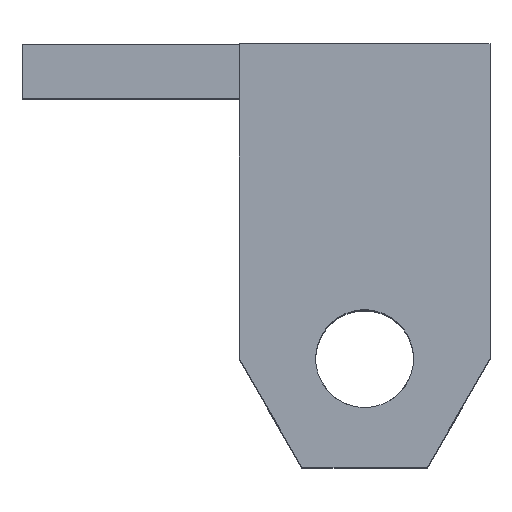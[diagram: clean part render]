
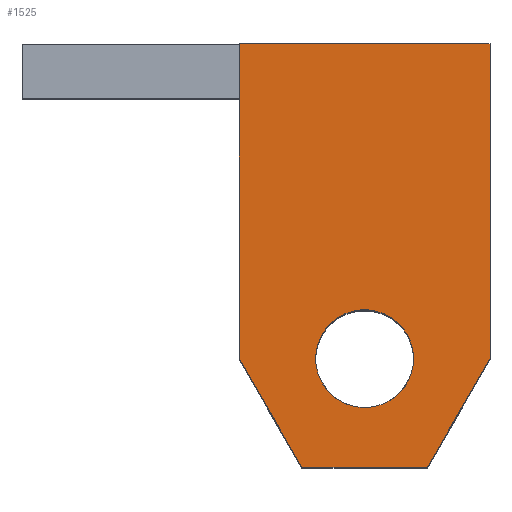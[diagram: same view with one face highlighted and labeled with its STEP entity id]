
A CAD part, top view. The second image highlights one B-rep face of the part: STEP entity #1525.
In plain terms, the highlighted planar face has unit normal (0, 0, 1).
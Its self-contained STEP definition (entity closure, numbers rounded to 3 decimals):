
#23=FACE_BOUND('',#555,.T.);
#77=LINE('',#2148,#246);
#92=LINE('',#2201,#261);
#117=LINE('',#2264,#286);
#120=LINE('',#2272,#289);
#123=LINE('',#2280,#292);
#202=LINE('',#2472,#371);
#205=LINE('',#2480,#374);
#208=LINE('',#2488,#377);
#210=LINE('',#2495,#379);
#213=LINE('',#2500,#382);
#215=LINE('',#2504,#384);
#217=LINE('',#2508,#386);
#219=LINE('',#2512,#388);
#221=LINE('',#2515,#390);
#246=VECTOR('',#1710,10.);
#261=VECTOR('',#1767,10.);
#286=VECTOR('',#1830,10.);
#289=VECTOR('',#1839,10.);
#292=VECTOR('',#1848,10.);
#371=VECTOR('',#2027,10.);
#374=VECTOR('',#2036,10.);
#377=VECTOR('',#2045,10.);
#379=VECTOR('',#2053,10.);
#382=VECTOR('',#2058,10.);
#384=VECTOR('',#2062,10.);
#386=VECTOR('',#2066,10.);
#388=VECTOR('',#2070,10.);
#390=VECTOR('',#2074,10.);
#468=FACE_OUTER_BOUND('',#554,.T.);
#554=EDGE_LOOP('',(#1369,#1370,#1371,#1372,#1373,#1374));
#555=EDGE_LOOP('',(#1375,#1376,#1377,#1378,#1379,#1380,#1381,#1382,#1383,
#1384,#1385,#1386,#1387,#1388,#1389,#1390));
#566=CIRCLE('',#1545,4.5);
#569=CIRCLE('',#1566,4.502);
#574=CIRCLE('',#1584,4.5);
#575=CIRCLE('',#1587,4.502);
#576=CIRCLE('',#1590,4.5);
#593=CIRCLE('',#1640,4.502);
#594=CIRCLE('',#1643,4.5);
#595=CIRCLE('',#1646,4.502);
#625=VERTEX_POINT('',#2145);
#626=VERTEX_POINT('',#2147);
#628=VERTEX_POINT('',#2153);
#642=VERTEX_POINT('',#2198);
#643=VERTEX_POINT('',#2200);
#644=VERTEX_POINT('',#2207);
#663=VERTEX_POINT('',#2266);
#664=VERTEX_POINT('',#2270);
#665=VERTEX_POINT('',#2274);
#666=VERTEX_POINT('',#2278);
#667=VERTEX_POINT('',#2282);
#729=VERTEX_POINT('',#2470);
#730=VERTEX_POINT('',#2474);
#731=VERTEX_POINT('',#2478);
#732=VERTEX_POINT('',#2482);
#733=VERTEX_POINT('',#2486);
#734=VERTEX_POINT('',#2492);
#735=VERTEX_POINT('',#2494);
#736=VERTEX_POINT('',#2498);
#737=VERTEX_POINT('',#2502);
#738=VERTEX_POINT('',#2506);
#739=VERTEX_POINT('',#2510);
#773=EDGE_CURVE('',#625,#626,#77,.T.);
#777=EDGE_CURVE('',#628,#625,#566,.T.);
#800=EDGE_CURVE('',#642,#643,#92,.T.);
#804=EDGE_CURVE('',#643,#644,#569,.T.);
#830=EDGE_CURVE('',#644,#628,#117,.T.);
#832=EDGE_CURVE('',#663,#642,#574,.T.);
#834=EDGE_CURVE('',#664,#663,#120,.T.);
#836=EDGE_CURVE('',#665,#664,#575,.T.);
#838=EDGE_CURVE('',#666,#665,#123,.T.);
#840=EDGE_CURVE('',#667,#666,#576,.T.);
#934=EDGE_CURVE('',#729,#667,#202,.T.);
#936=EDGE_CURVE('',#730,#729,#593,.T.);
#938=EDGE_CURVE('',#731,#730,#205,.T.);
#940=EDGE_CURVE('',#732,#731,#594,.T.);
#942=EDGE_CURVE('',#733,#732,#208,.T.);
#943=EDGE_CURVE('',#626,#733,#595,.T.);
#945=EDGE_CURVE('',#734,#735,#210,.T.);
#948=EDGE_CURVE('',#736,#734,#213,.T.);
#950=EDGE_CURVE('',#737,#736,#215,.T.);
#952=EDGE_CURVE('',#738,#737,#217,.T.);
#954=EDGE_CURVE('',#739,#738,#219,.T.);
#956=EDGE_CURVE('',#735,#739,#221,.T.);
#1369=ORIENTED_EDGE('',*,*,#956,.F.);
#1370=ORIENTED_EDGE('',*,*,#945,.F.);
#1371=ORIENTED_EDGE('',*,*,#948,.F.);
#1372=ORIENTED_EDGE('',*,*,#950,.F.);
#1373=ORIENTED_EDGE('',*,*,#952,.F.);
#1374=ORIENTED_EDGE('',*,*,#954,.F.);
#1375=ORIENTED_EDGE('',*,*,#840,.F.);
#1376=ORIENTED_EDGE('',*,*,#934,.F.);
#1377=ORIENTED_EDGE('',*,*,#936,.F.);
#1378=ORIENTED_EDGE('',*,*,#938,.F.);
#1379=ORIENTED_EDGE('',*,*,#940,.F.);
#1380=ORIENTED_EDGE('',*,*,#942,.F.);
#1381=ORIENTED_EDGE('',*,*,#943,.F.);
#1382=ORIENTED_EDGE('',*,*,#773,.F.);
#1383=ORIENTED_EDGE('',*,*,#777,.F.);
#1384=ORIENTED_EDGE('',*,*,#830,.F.);
#1385=ORIENTED_EDGE('',*,*,#804,.F.);
#1386=ORIENTED_EDGE('',*,*,#800,.F.);
#1387=ORIENTED_EDGE('',*,*,#832,.F.);
#1388=ORIENTED_EDGE('',*,*,#834,.F.);
#1389=ORIENTED_EDGE('',*,*,#836,.F.);
#1390=ORIENTED_EDGE('',*,*,#838,.F.);
#1447=PLANE('',#1653);
#1525=ADVANCED_FACE('',(#468,#23),#1447,.F.);
#1545=AXIS2_PLACEMENT_3D('',#2155,#1717,#1718);
#1566=AXIS2_PLACEMENT_3D('',#2208,#1775,#1776);
#1584=AXIS2_PLACEMENT_3D('',#2268,#1834,#1835);
#1587=AXIS2_PLACEMENT_3D('',#2276,#1843,#1844);
#1590=AXIS2_PLACEMENT_3D('',#2284,#1852,#1853);
#1640=AXIS2_PLACEMENT_3D('',#2476,#2031,#2032);
#1643=AXIS2_PLACEMENT_3D('',#2484,#2040,#2041);
#1646=AXIS2_PLACEMENT_3D('',#2490,#2048,#2049);
#1653=AXIS2_PLACEMENT_3D('',#2516,#2075,#2076);
#1710=DIRECTION('',(1.,0.,0.));
#1717=DIRECTION('center_axis',(0.,0.,1.));
#1718=DIRECTION('ref_axis',(1.,0.,0.));
#1767=DIRECTION('',(0.5,-0.866,0.));
#1775=DIRECTION('center_axis',(0.,0.,1.));
#1776=DIRECTION('ref_axis',(-0.03,-1.,0.));
#1830=DIRECTION('',(1.,0.,0.));
#1834=DIRECTION('center_axis',(0.,0.,1.));
#1835=DIRECTION('ref_axis',(1.,0.,0.));
#1839=DIRECTION('',(0.5,-0.866,0.));
#1843=DIRECTION('center_axis',(0.,0.,1.));
#1844=DIRECTION('ref_axis',(-0.881,-0.474,0.));
#1848=DIRECTION('',(-0.5,-0.866,0.));
#1852=DIRECTION('center_axis',(0.,0.,1.));
#1853=DIRECTION('ref_axis',(1.,0.,0.));
#2027=DIRECTION('',(-0.5,0.866,0.));
#2031=DIRECTION('center_axis',(0.,0.,1.));
#2032=DIRECTION('ref_axis',(0.881,0.474,0.));
#2036=DIRECTION('',(0.5,0.866,0.));
#2040=DIRECTION('center_axis',(0.,0.,1.));
#2041=DIRECTION('ref_axis',(1.,0.,0.));
#2045=DIRECTION('',(0.5,0.866,0.));
#2048=DIRECTION('center_axis',(0.,0.,1.));
#2049=DIRECTION('ref_axis',(0.851,-0.526,0.));
#2053=DIRECTION('',(-0.5,0.866,0.));
#2058=DIRECTION('',(-1.,0.,0.));
#2062=DIRECTION('',(-0.5,-0.866,0.));
#2066=DIRECTION('',(0.,-1.,0.));
#2070=DIRECTION('',(1.,0.,0.));
#2074=DIRECTION('',(0.,1.,0.));
#2075=DIRECTION('center_axis',(0.,0.,-1.));
#2076=DIRECTION('ref_axis',(1.,0.,0.));
#2145=CARTESIAN_POINT('',(1.616,-4.2,50.));
#2147=CARTESIAN_POINT('',(1.621,-4.2,50.));
#2148=CARTESIAN_POINT('',(-2.425,-4.2,50.));
#2153=CARTESIAN_POINT('',(-1.616,-4.2,50.));
#2155=CARTESIAN_POINT('Origin',(0.,0.,50.));
#2198=CARTESIAN_POINT('',(-2.83,-3.499,50.));
#2200=CARTESIAN_POINT('',(-2.827,-3.504,50.));
#2201=CARTESIAN_POINT('',(-4.85,0.,50.));
#2207=CARTESIAN_POINT('',(-1.621,-4.2,50.));
#2208=CARTESIAN_POINT('Origin',(0.,0.,50.));
#2264=CARTESIAN_POINT('',(-2.425,-4.2,50.));
#2266=CARTESIAN_POINT('',(-4.445,-0.701,50.));
#2268=CARTESIAN_POINT('Origin',(0.,0.,50.));
#2270=CARTESIAN_POINT('',(-4.448,-0.696,50.));
#2272=CARTESIAN_POINT('',(-4.85,0.,50.));
#2274=CARTESIAN_POINT('',(-4.448,0.696,50.));
#2276=CARTESIAN_POINT('Origin',(0.,0.,50.));
#2278=CARTESIAN_POINT('',(-4.445,0.701,50.));
#2280=CARTESIAN_POINT('',(-2.425,4.2,50.));
#2282=CARTESIAN_POINT('',(4.445,0.701,50.));
#2284=CARTESIAN_POINT('Origin',(0.,0.,50.));
#2470=CARTESIAN_POINT('',(4.448,0.696,50.));
#2472=CARTESIAN_POINT('',(4.85,0.,50.));
#2474=CARTESIAN_POINT('',(4.448,-0.696,50.));
#2476=CARTESIAN_POINT('Origin',(0.,0.,50.));
#2478=CARTESIAN_POINT('',(4.445,-0.701,50.));
#2480=CARTESIAN_POINT('',(2.425,-4.2,50.));
#2482=CARTESIAN_POINT('',(2.83,-3.499,50.));
#2484=CARTESIAN_POINT('Origin',(0.,0.,50.));
#2486=CARTESIAN_POINT('',(2.827,-3.504,50.));
#2488=CARTESIAN_POINT('',(2.425,-4.2,50.));
#2490=CARTESIAN_POINT('Origin',(0.,0.,50.));
#2492=CARTESIAN_POINT('',(-5.774,-10.,50.));
#2494=CARTESIAN_POINT('',(-11.547,0.,50.));
#2495=CARTESIAN_POINT('',(-11.547,0.,50.));
#2498=CARTESIAN_POINT('',(5.774,-10.,50.));
#2500=CARTESIAN_POINT('',(-5.774,-10.,50.));
#2502=CARTESIAN_POINT('',(11.547,0.,50.));
#2504=CARTESIAN_POINT('',(5.774,-10.,50.));
#2506=CARTESIAN_POINT('',(11.547,29.,50.));
#2508=CARTESIAN_POINT('',(11.547,29.,50.));
#2510=CARTESIAN_POINT('',(-11.547,29.,50.));
#2512=CARTESIAN_POINT('',(-11.547,29.,50.));
#2515=CARTESIAN_POINT('',(-11.547,0.,50.));
#2516=CARTESIAN_POINT('Origin',(0.,9.5,50.));
